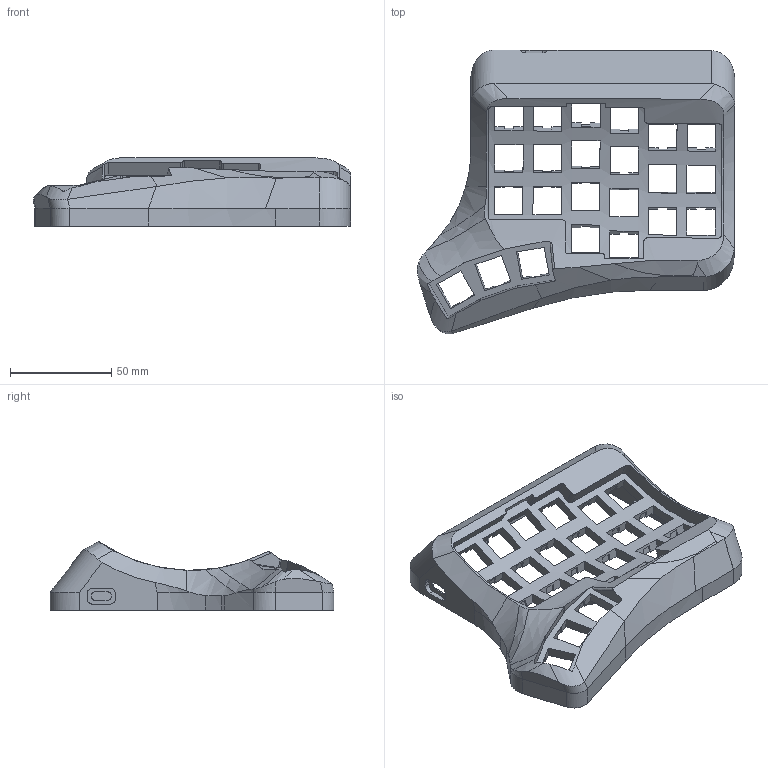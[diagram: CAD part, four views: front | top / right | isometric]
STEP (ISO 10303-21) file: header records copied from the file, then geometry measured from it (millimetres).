
FILE_DESCRIPTION(('HOOPS Exchange Step'),'2;1');
FILE_NAME('velvet3-body-right.step','2024-10-31T12:53:56+03:00',('kissetfall'),('Unknown organisation'),'HOOPS Exchange 2024.2','HOOPS Exchange','Unknown authorisation');
FILE_SCHEMA( ('AP203_CONFIGURATION_CONTROLLED_3D_DESIGN_OF_MECHANICAL_PARTS_AND_ASSEMBLIES_MIM_LF') );
Length unit declared in the file: millimetre
Products named in the file (1): root
Bounding box: 156.75 x 140.18 x 33.79 mm (x, y, z)
Volume: 114022.5 mm3; surface area: 54684.5 mm2
Topology: 1 solids, 1 shells, 591 faces, 1690 edges, 1127 vertices
Faces by surface type: bspline 320, plane 171, cylinder 79, extrusion 10, offset 8, torus 3
Full cylindrical faces by diameter (mm): 1.85 x2, 1.9 x8, 3.716 x3, 3.728 x2
Entity records: 31943 total; most frequent: CARTESIAN_POINT 19341, ORIENTED_EDGE 3380, EDGE_CURVE 1690, DIRECTION 1276, VERTEX_POINT 1127, B_SPLINE_CURVE_WITH_KNOTS 1105, EDGE_LOOP 669, FACE_BOUND 669
